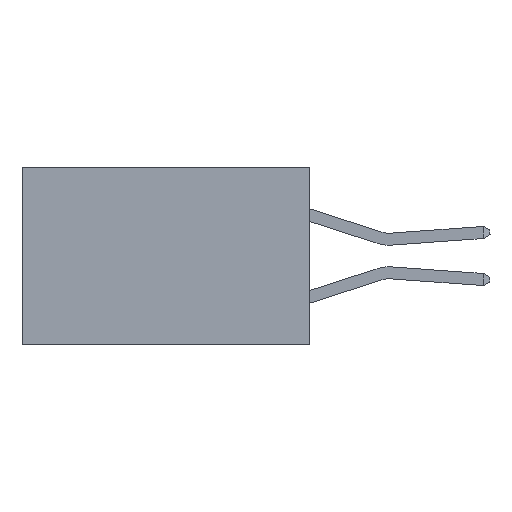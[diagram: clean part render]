
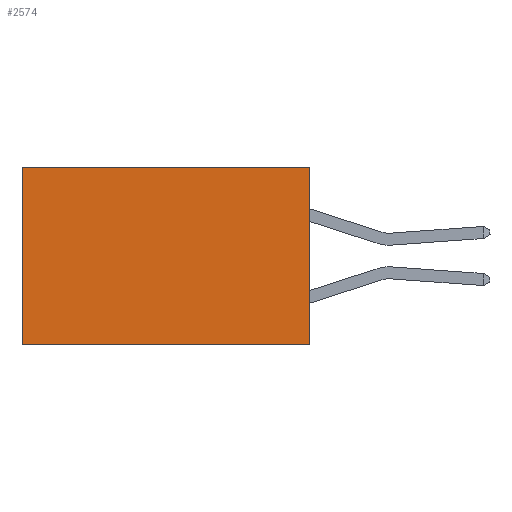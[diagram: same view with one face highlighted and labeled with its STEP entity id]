
A CAD part, left-side view. The second image highlights one B-rep face of the part: STEP entity #2574.
In plain terms, the highlighted planar face has unit normal (-1, 0, 0).
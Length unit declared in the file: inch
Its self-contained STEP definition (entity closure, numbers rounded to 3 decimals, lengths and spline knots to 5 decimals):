
#115 = CARTESIAN_POINT ( 'NONE',  ( 0.2615, 0.6, -0.37 ) ) ;
#565 = DIRECTION ( 'NONE',  ( 0., 0., -1. ) ) ;
#853 = EDGE_LOOP ( 'NONE', ( #4062, #4215, #4320, #3717 ) ) ;
#962 = CARTESIAN_POINT ( 'NONE',  ( 0.2615, 0., 0. ) ) ;
#1309 = CARTESIAN_POINT ( 'NONE',  ( 0.2615, 0.6, -0.37 ) ) ;
#1682 = EDGE_CURVE ( 'NONE', #4231, #1788, #9053, .T. ) ;
#1788 = VERTEX_POINT ( 'NONE', #115 ) ;
#1825 = AXIS2_PLACEMENT_3D ( 'NONE', #3255, #3288, #11146 ) ;
#1855 = FACE_OUTER_BOUND ( 'NONE', #853, .T. ) ;
#1908 = DIRECTION ( 'NONE',  ( 0., 1., 0. ) ) ;
#2017 = DIRECTION ( 'NONE',  ( 0., 0., -1. ) ) ;
#2049 = CARTESIAN_POINT ( 'NONE',  ( 0.2615, 0., -0.37 ) ) ;
#2574 = ADVANCED_FACE ( 'NONE', ( #1855 ), #7757, .F. ) ;
#3255 = CARTESIAN_POINT ( 'NONE',  ( 0.2615, 0., -0.37 ) ) ;
#3288 = DIRECTION ( 'NONE',  ( 1., 0., 0. ) ) ;
#3371 = CARTESIAN_POINT ( 'NONE',  ( 0.2615, 0., -0.37 ) ) ;
#3717 = ORIENTED_EDGE ( 'NONE', *, *, #12242, .T. ) ;
#4062 = ORIENTED_EDGE ( 'NONE', *, *, #7188, .T. ) ;
#4064 = LINE ( 'NONE', #2049, #8888 ) ;
#4215 = ORIENTED_EDGE ( 'NONE', *, *, #1682, .F. ) ;
#4231 = VERTEX_POINT ( 'NONE', #12045 ) ;
#4320 = ORIENTED_EDGE ( 'NONE', *, *, #5542, .F. ) ;
#4566 = VECTOR ( 'NONE', #1908, 39.37008 ) ;
#5542 = EDGE_CURVE ( 'NONE', #9782, #4231, #4064, .T. ) ;
#5755 = VECTOR ( 'NONE', #565, 39.37008 ) ;
#6410 = VECTOR ( 'NONE', #10705, 39.37008 ) ;
#6413 = CARTESIAN_POINT ( 'NONE',  ( 0.2615, 0., 0. ) ) ;
#7188 = EDGE_CURVE ( 'NONE', #8871, #1788, #10725, .T. ) ;
#7757 = PLANE ( 'NONE',  #1825 ) ;
#8871 = VERTEX_POINT ( 'NONE', #9720 ) ;
#8888 = VECTOR ( 'NONE', #2017, 39.37008 ) ;
#9053 = LINE ( 'NONE', #3371, #4566 ) ;
#9217 = LINE ( 'NONE', #962, #6410 ) ;
#9720 = CARTESIAN_POINT ( 'NONE',  ( 0.2615, 0.6, 0. ) ) ;
#9782 = VERTEX_POINT ( 'NONE', #6413 ) ;
#10705 = DIRECTION ( 'NONE',  ( 0., 1., 0. ) ) ;
#10725 = LINE ( 'NONE', #1309, #5755 ) ;
#11146 = DIRECTION ( 'NONE',  ( 0., 0., -1. ) ) ;
#12045 = CARTESIAN_POINT ( 'NONE',  ( 0.2615, 0., -0.37 ) ) ;
#12242 = EDGE_CURVE ( 'NONE', #9782, #8871, #9217, .T. ) ;
